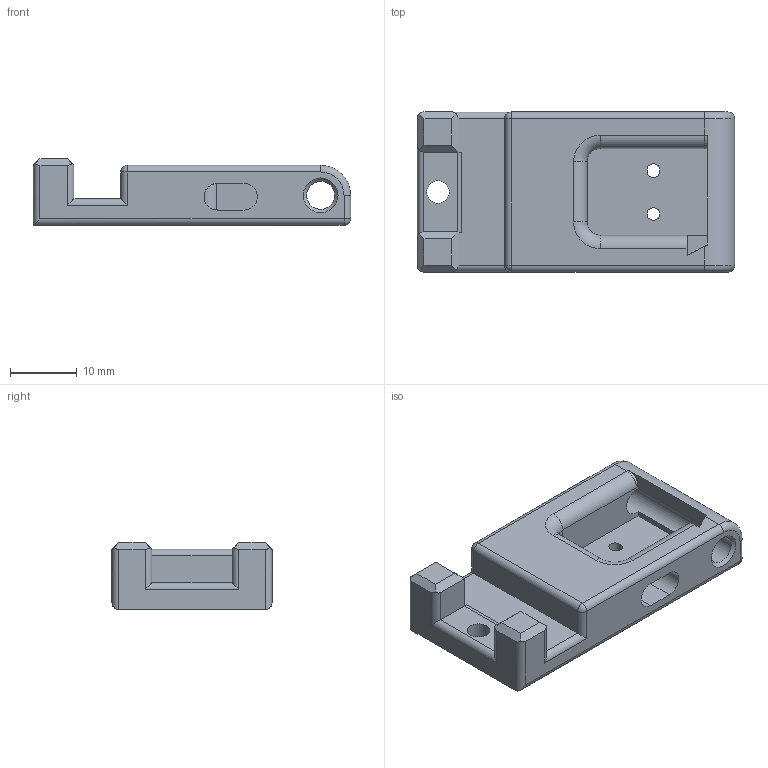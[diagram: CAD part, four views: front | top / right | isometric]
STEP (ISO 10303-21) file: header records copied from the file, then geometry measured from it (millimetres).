
FILE_DESCRIPTION(('FreeCAD Model'),'2;1');
FILE_NAME('Open CASCADE Shape Model','2022-02-12T00:58:45',(''),(''), 'Open CASCADE STEP processor 7.3','FreeCAD','Unknown');
FILE_SCHEMA(('AUTOMOTIVE_DESIGN { 1 0 10303 214 1 1 1 1 }'));
Length unit declared in the file: millimetre
Products named in the file (1): runout
Bounding box: 47.6 x 24 x 10 mm (x, y, z)
Volume: 6735 mm3; surface area: 4141.3 mm2
Topology: 1 solids, 1 shells, 83 faces, 216 edges, 129 vertices
Faces by surface type: plane 39, cylinder 32, torus 5, sphere 4, cone 3
Full cylindrical faces by diameter (mm): 1.9 x1, 3.4 x1, 4.2 x1
Entity records: 5799 total; most frequent: CARTESIAN_POINT 1478, DIRECTION 828, LINE 487, VECTOR 487, ORIENTED_EDGE 424, PCURVE 424, DEFINITIONAL_REPRESENTATION 424, EDGE_CURVE 212
